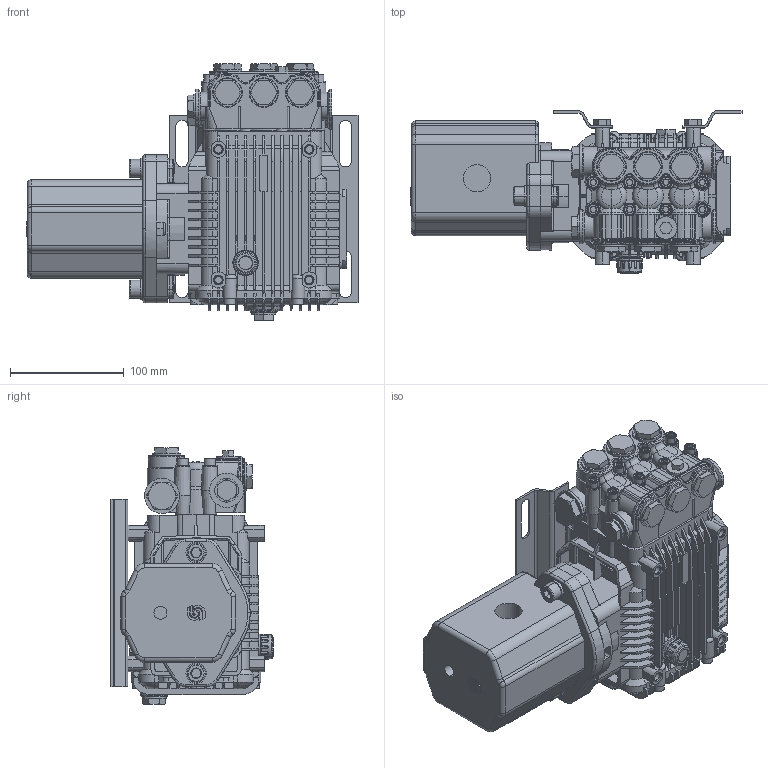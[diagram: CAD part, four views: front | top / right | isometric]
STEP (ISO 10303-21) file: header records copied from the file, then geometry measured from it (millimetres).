
FILE_DESCRIPTION(('OneSpaceDesigner STEP Export'),'2;1');
FILE_NAME('HYD_XM_BLK.stp','2008-10-10T11:25:35',(''),(''),'OneSpace Designer STEP processor for AP214 (Solid Model)','OneSpace Designer 14.50A 14-Mar-2007 (C) CoCreate Software GmbH','');
FILE_SCHEMA(('AUTOMOTIVE_DESIGN { 1 0 10303 214 1 1 1 1 }'));
Products named in the file (2): HYD-XM_BLK
Assembly tree (1 placements, depth 2):
  HYD-XM_BLK
    HYD-XM_BLK
Bounding box: 292.51 x 142.8 x 225.9 mm (x, y, z)
Volume: 3313639.7 mm3; surface area: 388241.4 mm2
Topology: 1 solids, 19 shells, 3520 faces, 9383 edges, 5984 vertices
Faces by surface type: plane 1640, cylinder 1188, torus 333, cone 303, bspline 39, sphere 10, extrusion 7
Entity records: 137970 total; most frequent: CARTESIAN_POINT 59647, ORIENTED_EDGE 18738, DIRECTION 13369, EDGE_CURVE 9361, VERTEX_POINT 5984, AXIS2_PLACEMENT_3D 4503, VECTOR 4363, LINE 4356
